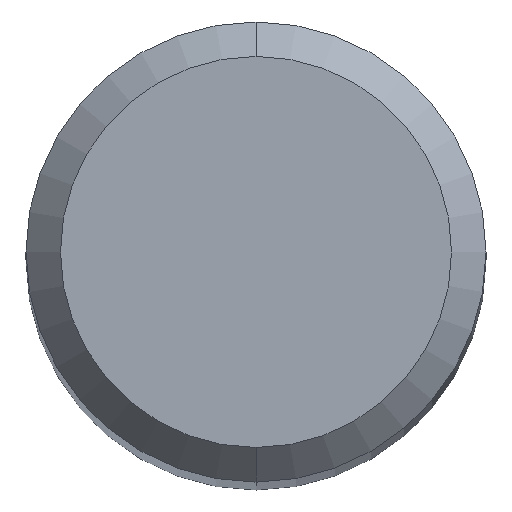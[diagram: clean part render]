
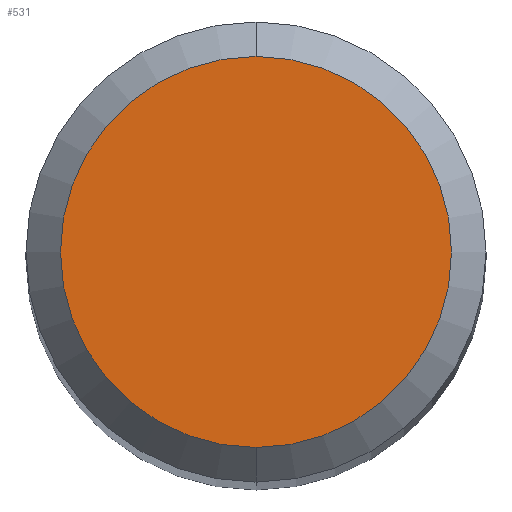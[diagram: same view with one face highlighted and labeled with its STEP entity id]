
A CAD part, top view. The second image highlights one B-rep face of the part: STEP entity #531.
In plain terms, the highlighted planar face has unit normal (0, 0, 1).
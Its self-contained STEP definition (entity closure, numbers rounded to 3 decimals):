
#531=ADVANCED_FACE('',(#1204),#1205,.T.);
#701=EDGE_CURVE('',#979,#891,#1389,.T.);
#781=EDGE_CURVE('',#891,#979,#1478,.T.);
#891=VERTEX_POINT('',#1598);
#979=VERTEX_POINT('',#1693);
#1204=FACE_OUTER_BOUND('',#2287,.T.);
#1205=PLANE('',#2288);
#1389=CIRCLE('',#3152,1.7);
#1478=CIRCLE('',#3519,1.7);
#1598=CARTESIAN_POINT('',(0.0,1.7,0.0));
#1693=CARTESIAN_POINT('',(0.,-1.7,0.0));
#2287=EDGE_LOOP('',(#4825,#4826));
#2288=AXIS2_PLACEMENT_3D('',#4827,#4828,#4829);
#3152=AXIS2_PLACEMENT_3D('',#4994,#4995,#4996);
#3519=AXIS2_PLACEMENT_3D('',#5100,#5101,#5102);
#4825=ORIENTED_EDGE('',*,*,#781,.F.);
#4826=ORIENTED_EDGE('',*,*,#701,.F.);
#4827=CARTESIAN_POINT('',(0.0,0.85,0.0));
#4828=DIRECTION('',(-0.0,0.0,1.0));
#4829=DIRECTION('',(0.0,-1.0,0.0));
#4994=CARTESIAN_POINT('',(0.0,0.0,0.0));
#4995=DIRECTION('',(0.0,0.0,-1.0));
#4996=DIRECTION('',(0.0,1.0,0.0));
#5100=CARTESIAN_POINT('',(0.0,0.0,0.0));
#5101=DIRECTION('',(0.0,0.0,-1.0));
#5102=DIRECTION('',(0.0,1.0,0.0));
